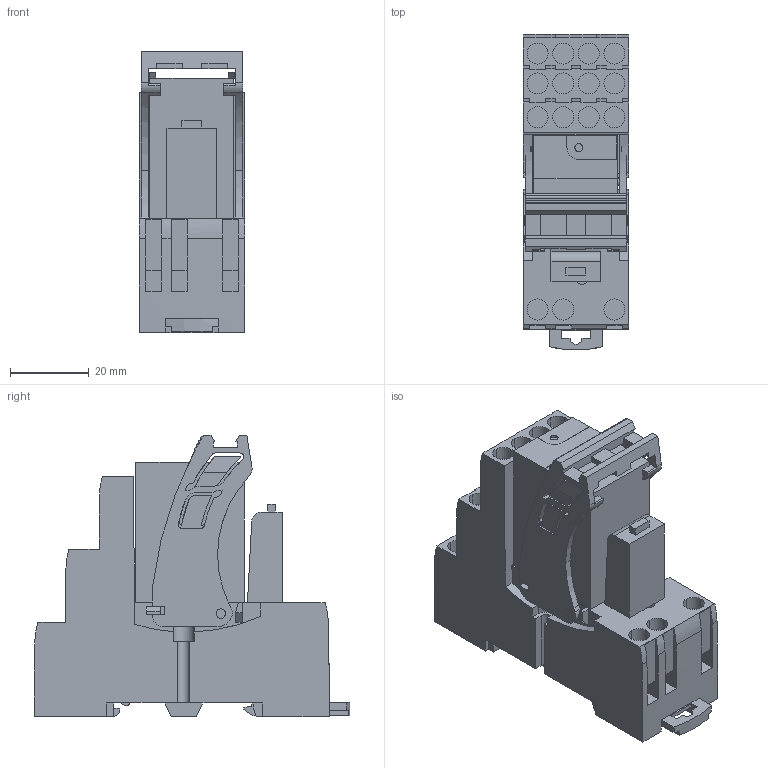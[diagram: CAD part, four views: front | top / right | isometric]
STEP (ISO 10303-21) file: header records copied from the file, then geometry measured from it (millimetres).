
FILE_DESCRIPTION(('CATIA V5 STEP Exchange','CAx-IF Rec.Pracs.--- Model Styling and Organization---1.5--- 2016-08-15','CAx-IF Rec.Pracs.---Supplemental Geometry---1.0---2011-11-01','CAx-IF Rec.Pracs.--- Composite Materials ---1.1---2010-07-15'),'2;1');
FILE_NAME ('D1649955_0', '2025-03-21T09:38:31+00:00', ('none'), ('Weidmueller'), 'CATIA Version 5-6 Release 2022 SP4 HF5', 'CATIA V5 STEP AP214 v3', 'none');
FILE_SCHEMA(('AUTOMOTIVE_DESIGN { 1 0 10303 214 1 1 1 1 }'));
Length unit declared in the file: millimetre
Products named in the file (1): S3D_CRMKIT_S_XXXVDC_XCO_L_D
Bounding box: 26.9 x 80.22 x 71.5 mm (x, y, z)
Volume: 84757 mm3; surface area: 25834.1 mm2
Topology: 1 solids, 1 shells, 510 faces, 1461 edges, 979 vertices
Faces by surface type: plane 328, cylinder 162, extrusion 20
Entity records: 16313 total; most frequent: CARTESIAN_POINT 3498, ORIENTED_EDGE 2922, DIRECTION 1875, EDGE_CURVE 1461, VECTOR 1013, LINE 993, VERTEX_POINT 979, AXIS2_PLACEMENT_3D 600
